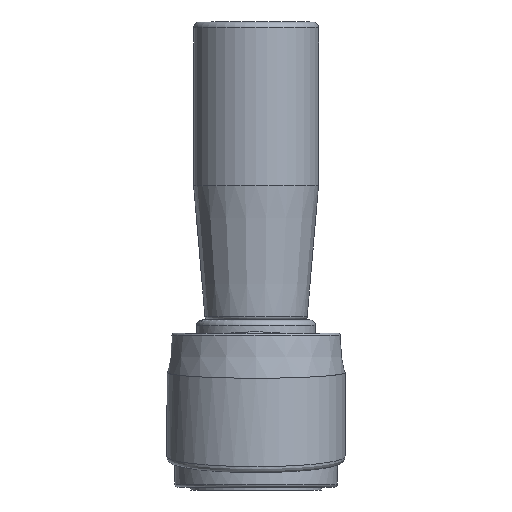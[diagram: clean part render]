
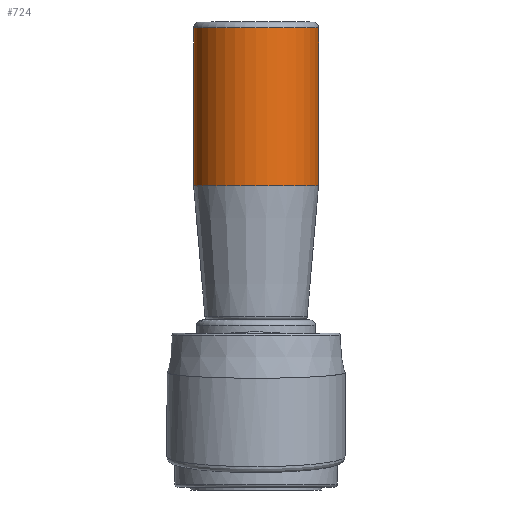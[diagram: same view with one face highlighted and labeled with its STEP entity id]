
A CAD part, left-side view. The second image highlights one B-rep face of the part: STEP entity #724.
In plain terms, the highlighted cylindrical face has radius 10.5 mm (diameter 21 mm), a full revolution.
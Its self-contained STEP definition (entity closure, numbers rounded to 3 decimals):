
#724 = ADVANCED_FACE( '', ( #1488, #1489 ), #1490, .T. );
#1488 = FACE_OUTER_BOUND( '', #5238, .T. );
#1489 = FACE_OUTER_BOUND( '', #5239, .T. );
#1490 = CYLINDRICAL_SURFACE( '', #5240, 10.5 );
#5238 = EDGE_LOOP( '', ( #7389 ) );
#5239 = EDGE_LOOP( '', ( #7390 ) );
#5240 = AXIS2_PLACEMENT_3D( '', #7391, #7392, #7393 );
#7389 = ORIENTED_EDGE( '', *, *, #7682, .T. );
#7390 = ORIENTED_EDGE( '', *, *, #8322, .F. );
#7391 = CARTESIAN_POINT( '', ( 80., 0., 26.1 ) );
#7392 = DIRECTION( '', ( 0., 0., 1. ) );
#7393 = DIRECTION( '', ( 0., 1., 0. ) );
#7682 = EDGE_CURVE( '', #8646, #8646, #8647, .T. );
#8322 = EDGE_CURVE( '', #9544, #9544, #9545, .T. );
#8646 = VERTEX_POINT( '', #10831 );
#8647 = CIRCLE( '', #10832, 10.5 );
#9544 = VERTEX_POINT( '', #13075 );
#9545 = CIRCLE( '', #13076, 10.5 );
#10831 = CARTESIAN_POINT( '', ( 80., 10.5, 74.9 ) );
#10832 = AXIS2_PLACEMENT_3D( '', #13269, #13270, #13271 );
#13075 = CARTESIAN_POINT( '', ( 80., 10.5, 48.4 ) );
#13076 = AXIS2_PLACEMENT_3D( '', #13898, #13899, #13900 );
#13269 = CARTESIAN_POINT( '', ( 80., 0., 74.9 ) );
#13270 = DIRECTION( '', ( 0., 0., -1. ) );
#13271 = DIRECTION( '', ( 0., 1., 0. ) );
#13898 = CARTESIAN_POINT( '', ( 80., 0., 48.4 ) );
#13899 = DIRECTION( '', ( 0., 0., -1. ) );
#13900 = DIRECTION( '', ( 0., 1., 0. ) );
